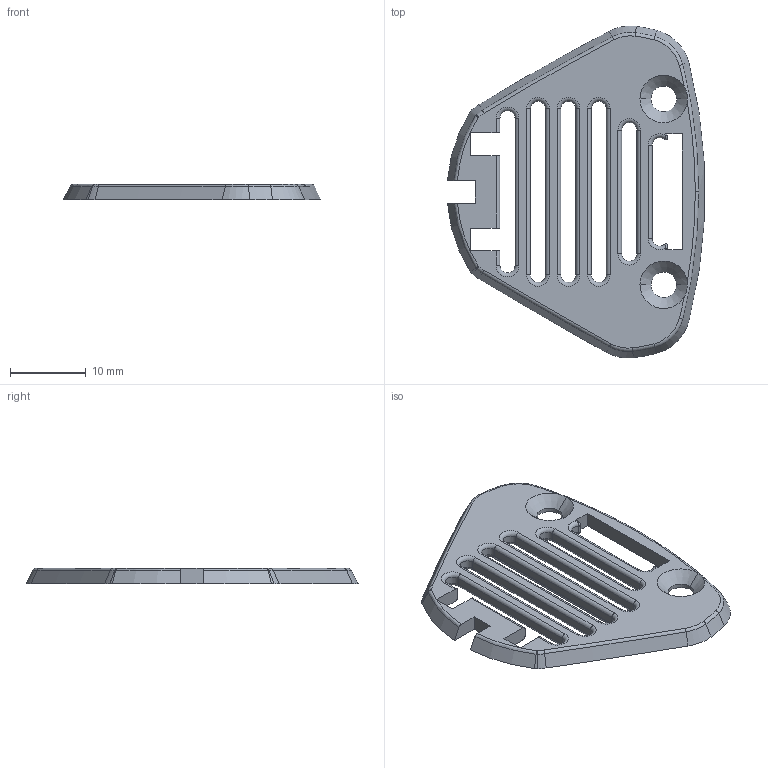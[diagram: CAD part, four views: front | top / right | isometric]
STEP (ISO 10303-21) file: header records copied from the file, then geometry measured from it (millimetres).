
FILE_DESCRIPTION (( 'STEP AP214' ), '1' );
FILE_NAME ('motor_holder_i.STEP', '2023-07-17T10:48:37', ( '' ), ( '' ), 'SwSTEP 2.0', 'SolidWorks 2022', '' );
FILE_SCHEMA (( 'AUTOMOTIVE_DESIGN' ));
Length unit declared in the file: millimetre
Products named in the file (1): motor_holder_i
Bounding box: 34.04 x 43.97 x 2 mm (x, y, z)
Volume: 1429 mm3; surface area: 2271.8 mm2
Topology: 1 solids, 1 shells, 146 faces, 366 edges, 220 vertices
Faces by surface type: cylinder 50, torus 42, plane 29, cone 21, bspline 4
Entity records: 4604 total; most frequent: CARTESIAN_POINT 957, DIRECTION 828, ORIENTED_EDGE 732, EDGE_CURVE 366, AXIS2_PLACEMENT_3D 339, VERTEX_POINT 220, CIRCLE 196, EDGE_LOOP 160
